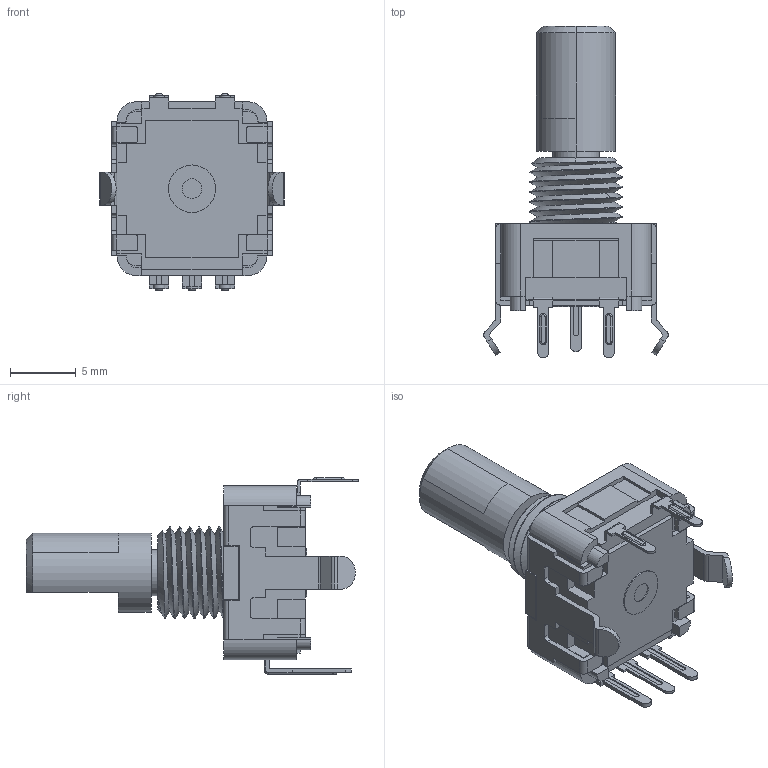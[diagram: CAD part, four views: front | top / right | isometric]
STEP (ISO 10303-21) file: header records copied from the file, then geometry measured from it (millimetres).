
FILE_DESCRIPTION(('STEP AP214'),'1');
FILE_NAME('pec11r-4015f-s0024.stp','2025-04-15T13:42:08',('TraceParts'),('TraceParts S.A.'),'Spatial InterOp 3D',' ',' ');
FILE_SCHEMA(('AUTOMOTIVE_DESIGN { 1 0 10303 214 1 1 1 1 }'));
Length unit declared in the file: millimetre
Products named in the file (1): pec11r-4015f-s0024
Bounding box: 14 x 25.2 x 14.9 mm (x, y, z)
Volume: 1233.8 mm3; surface area: 1539 mm2
Topology: 1 solids, 2 shells, 452 faces, 1226 edges, 796 vertices
Faces by surface type: plane 284, cylinder 133, torus 20, cone 11, bspline 4
Entity records: 16237 total; most frequent: CARTESIAN_POINT 4653, ORIENTED_EDGE 2452, DIRECTION 2375, EDGE_CURVE 1226, LINE 897, VECTOR 897, VERTEX_POINT 796, AXIS2_PLACEMENT_3D 739
